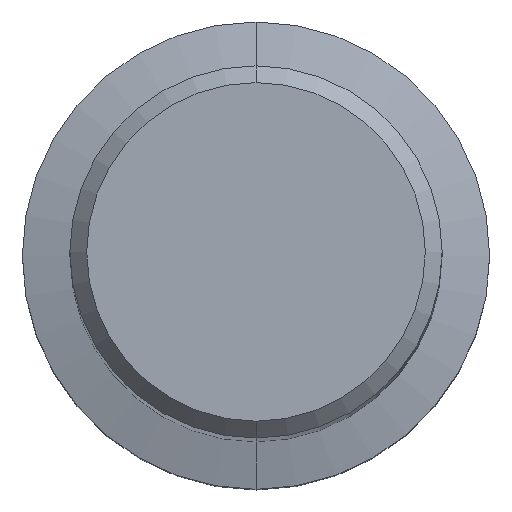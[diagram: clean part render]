
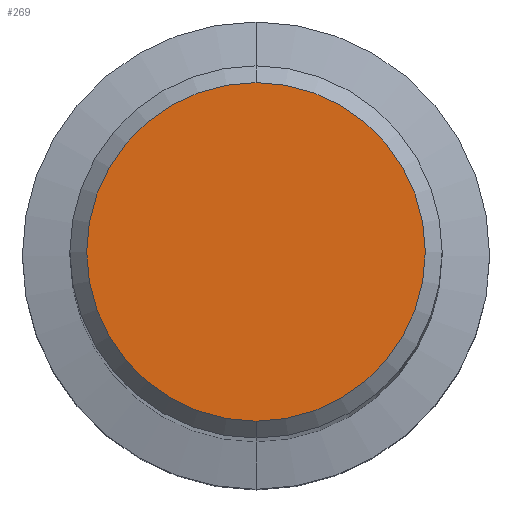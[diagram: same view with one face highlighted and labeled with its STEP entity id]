
A CAD part, top view. The second image highlights one B-rep face of the part: STEP entity #269.
In plain terms, the highlighted planar face has unit normal (0, 0, 1).
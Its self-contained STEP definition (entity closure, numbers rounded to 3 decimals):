
#127=EDGE_CURVE('',#263,#229,#326,.T.);
#211=EDGE_CURVE('',#229,#263,#420,.T.);
#229=VERTEX_POINT('',#439);
#263=VERTEX_POINT('',#478);
#269=ADVANCED_FACE('',(#484),#485,.T.);
#326=CIRCLE('',#545,8.05);
#420=CIRCLE('',#669,8.05);
#439=CARTESIAN_POINT('',(0.0,8.05,0.0));
#478=CARTESIAN_POINT('',(0.,-8.05,0.0));
#484=FACE_OUTER_BOUND('',#748,.T.);
#485=PLANE('',#749);
#545=AXIS2_PLACEMENT_3D('',#803,#804,#805);
#669=AXIS2_PLACEMENT_3D('',#926,#927,#928);
#748=EDGE_LOOP('',(#998,#999));
#749=AXIS2_PLACEMENT_3D('',#1000,#1001,#1002);
#803=CARTESIAN_POINT('',(0.0,0.0,0.0));
#804=DIRECTION('',(0.0,0.0,-1.0));
#805=DIRECTION('',(0.0,1.0,0.0));
#926=CARTESIAN_POINT('',(0.0,0.0,0.0));
#927=DIRECTION('',(0.0,0.0,-1.0));
#928=DIRECTION('',(0.0,1.0,0.0));
#998=ORIENTED_EDGE('',*,*,#211,.F.);
#999=ORIENTED_EDGE('',*,*,#127,.F.);
#1000=CARTESIAN_POINT('',(0.0,4.025,0.0));
#1001=DIRECTION('',(-0.0,0.0,1.0));
#1002=DIRECTION('',(0.0,-1.0,0.0));
